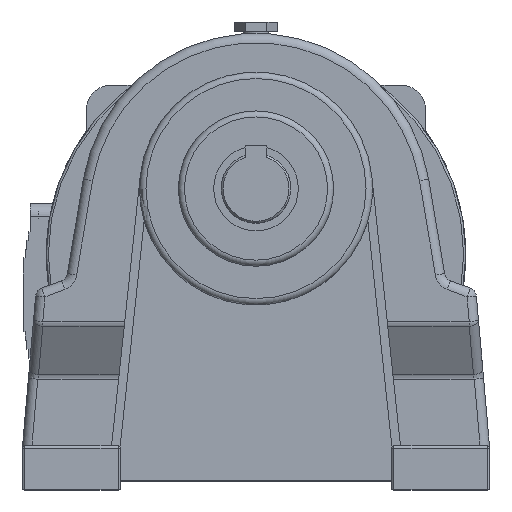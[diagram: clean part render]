
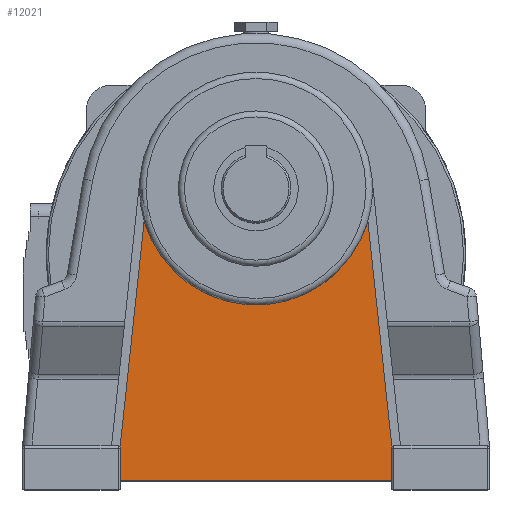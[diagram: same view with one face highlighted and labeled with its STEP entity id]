
A CAD part, top view. The second image highlights one B-rep face of the part: STEP entity #12021.
In plain terms, the highlighted planar face has unit normal (0, 0, 1).
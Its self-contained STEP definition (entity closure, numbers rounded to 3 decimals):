
#82=PLANE($,#12840);
#645=LINE($,#17481,#1976);
#665=LINE($,#17531,#1996);
#678=LINE($,#17558,#2009);
#762=LINE($,#17913,#2093);
#765=LINE($,#17920,#2096);
#1976=VECTOR($,#13913,125.);
#1996=VECTOR($,#13949,16.);
#2009=VECTOR($,#13968,16.);
#2093=VECTOR($,#14246,104.165);
#2096=VECTOR($,#14255,104.165);
#3578=FACE_OUTER_BOUND($,#4322,.T.);
#4322=EDGE_LOOP($,(#8750,#8751,#8752,#8753,#8754,#8755));
#5167=CIRCLE($,#12838,53.625);
#5515=VERTEX_POINT($,#17478);
#5516=VERTEX_POINT($,#17480);
#5538=VERTEX_POINT($,#17529);
#5549=VERTEX_POINT($,#17557);
#5629=VERTEX_POINT($,#17912);
#5630=VERTEX_POINT($,#17916);
#6680=EDGE_CURVE($,#5516,#5515,#645,.T.);
#6705=EDGE_CURVE($,#5515,#5538,#665,.T.);
#6719=EDGE_CURVE($,#5549,#5516,#678,.T.);
#6857=EDGE_CURVE($,#5629,#5549,#762,.T.);
#6859=EDGE_CURVE($,#5630,#5629,#5167,.T.);
#6861=EDGE_CURVE($,#5538,#5630,#765,.T.);
#8750=ORIENTED_EDGE($,*,*,#6719,.T.);
#8751=ORIENTED_EDGE($,*,*,#6680,.T.);
#8752=ORIENTED_EDGE($,*,*,#6705,.T.);
#8753=ORIENTED_EDGE($,*,*,#6861,.T.);
#8754=ORIENTED_EDGE($,*,*,#6859,.T.);
#8755=ORIENTED_EDGE($,*,*,#6857,.T.);
#12021=ADVANCED_FACE($,(#3578),#82,.T.);
#12838=AXIS2_PLACEMENT_3D($,#17917,#14250,#14251);
#12840=AXIS2_PLACEMENT_3D($,#17921,#14256,#14257);
#13913=DIRECTION($,(1.,0.,0.));
#13949=DIRECTION($,(0.,1.,0.));
#13968=DIRECTION($,(0.,-1.,0.));
#14246=DIRECTION($,(-0.106,-0.994,0.));
#14250=DIRECTION('center_axis',(0.,0.,-1.));
#14251=DIRECTION('ref_axis',(1.,0.,0.));
#14255=DIRECTION($,(-0.106,0.994,0.));
#14256=DIRECTION('center_axis',(0.,0.,1.));
#14257=DIRECTION('ref_axis',(1.,0.,0.));
#17478=CARTESIAN_POINT('',(62.5,-134.5,-13.028));
#17480=CARTESIAN_POINT('',(-62.5,-134.5,-13.028));
#17481=CARTESIAN_POINT($,(-62.5,-134.5,-13.028));
#17529=CARTESIAN_POINT('',(62.5,-118.5,-13.028));
#17531=CARTESIAN_POINT($,(62.5,-134.5,-13.028));
#17557=CARTESIAN_POINT('',(-62.5,-118.5,-13.028));
#17558=CARTESIAN_POINT($,(-62.5,-118.5,-13.028));
#17912=CARTESIAN_POINT('',(-51.509,-14.916,-13.028));
#17913=CARTESIAN_POINT($,(-51.509,-14.916,-13.028));
#17916=CARTESIAN_POINT('',(51.509,-14.916,-13.028));
#17917=CARTESIAN_POINT('Origin',(0.,0.,-13.028));
#17920=CARTESIAN_POINT($,(62.5,-118.5,-13.028));
#17921=CARTESIAN_POINT('Origin',(0.,0.,-13.028));
